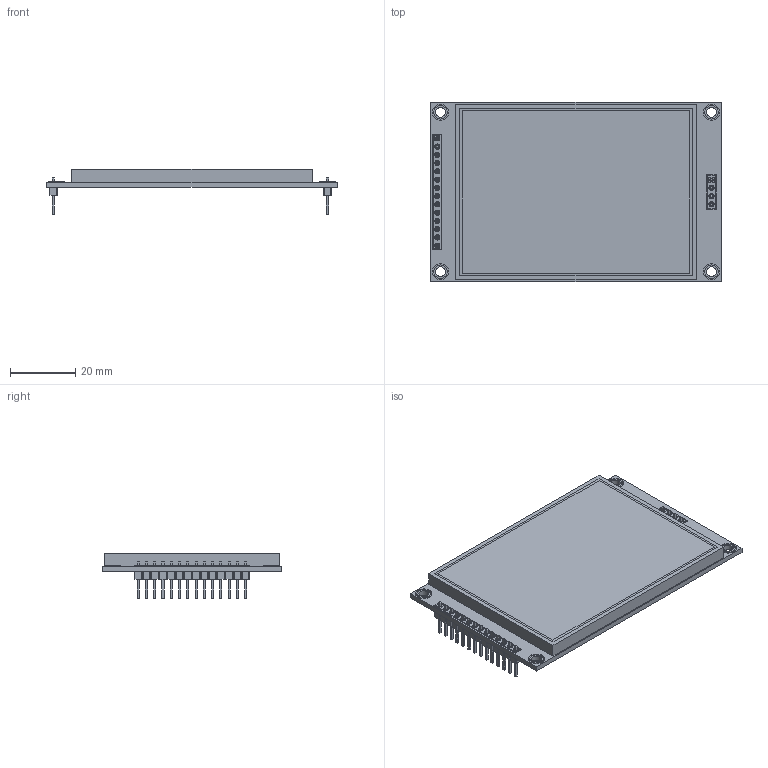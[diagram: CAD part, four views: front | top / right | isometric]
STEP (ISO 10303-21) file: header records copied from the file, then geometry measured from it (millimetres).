
FILE_DESCRIPTION(('FreeCAD Model'),'2;1');
FILE_NAME('Open CASCADE Shape Model','2022-01-09T13:47:06',('Author'),( ''),'Open CASCADE STEP processor 7.5','FreeCAD','Unknown');
FILE_SCHEMA(('AUTOMOTIVE_DESIGN { 1 0 10303 214 1 1 1 1 }'));
Length unit declared in the file: millimetre
Products named in the file (4): Unnamed; User Library-TFT_ILI9341_3.5INCH; PinHeader_1x14_P254mm_Vertical; PinHeader_1x04_P254mm_Vertical
Assembly tree (3 placements, depth 2):
  Unnamed
    User Library-TFT_ILI9341_3.5INCH
    PinHeader_1x14_P254mm_Vertical
    PinHeader_1x04_P254mm_Vertical
Bounding box: 89.3 x 55.04 x 14.14 mm (x, y, z)
Volume: 24139.5 mm3; surface area: 24590.4 mm2
Topology: 30 solids, 30 shells, 676 faces, 1596 edges, 1016 vertices
Faces by surface type: plane 552, cylinder 124
Entity records: 44712 total; most frequent: CARTESIAN_POINT 7444, DIRECTION 6236, LINE 4292, VECTOR 4292, ORIENTED_EDGE 3192, PCURVE 3192, DEFINITIONAL_REPRESENTATION 3192, EDGE_CURVE 1596
